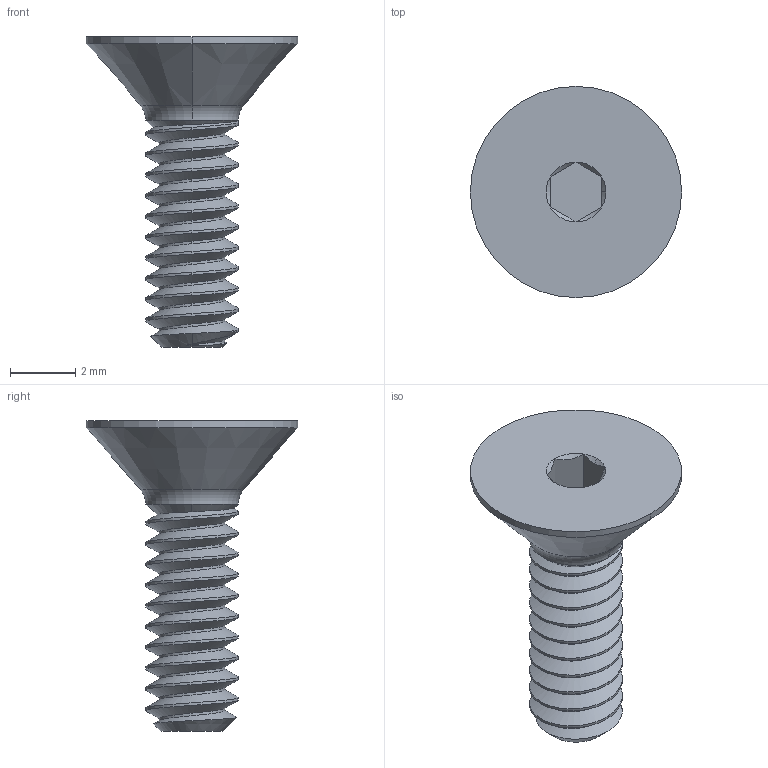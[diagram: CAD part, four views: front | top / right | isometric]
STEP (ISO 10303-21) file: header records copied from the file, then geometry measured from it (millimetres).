
FILE_DESCRIPTION (( 'STEP AP203' ), '1' );
FILE_NAME ('90585A202.step', '2014-02-17T19:56:00', ( 'Admin' ), ( 'Microsoft' ), 'SwSTEP 2.0', 'SolidWorks 2012', '' );
FILE_SCHEMA (( 'CONFIG_CONTROL_DESIGN' ));
Length unit declared in the file: inch
Products named in the file (1): 90585A202
Bounding box: 6.48 x 6.48 x 9.53 mm (x, y, z)
Volume: 75.6 mm3; surface area: 182.7 mm2
Topology: 1 solids, 1 shells, 74 faces, 194 edges, 123 vertices
Faces by surface type: cylinder 45, cone 16, plane 9, torus 2, bspline 2
Entity records: 3425 total; most frequent: CARTESIAN_POINT 1801, ORIENTED_EDGE 388, DIRECTION 266, EDGE_CURVE 194, VERTEX_POINT 123, AXIS2_PLACEMENT_3D 101, EDGE_LOOP 75, ADVANCED_FACE 74
